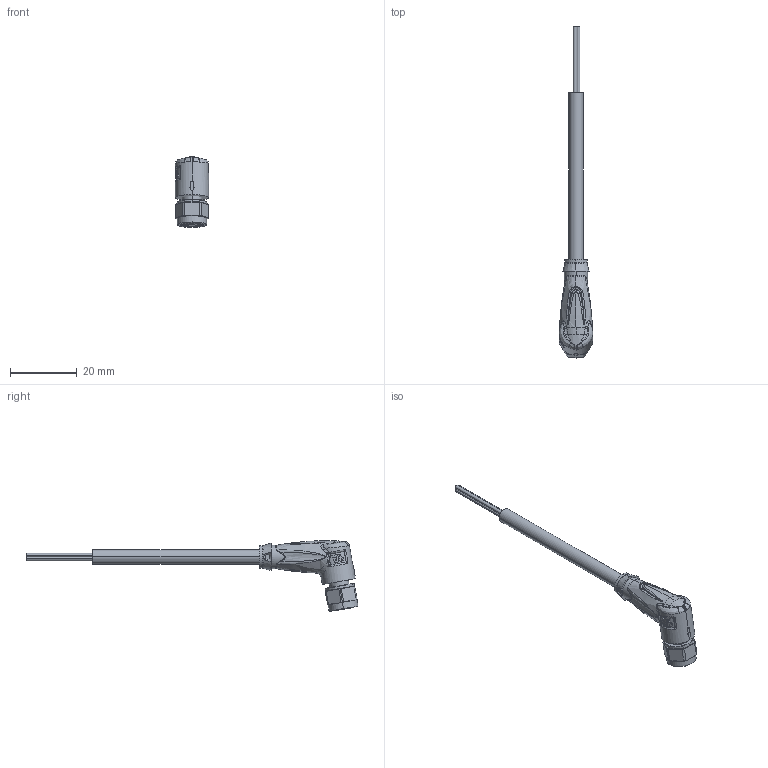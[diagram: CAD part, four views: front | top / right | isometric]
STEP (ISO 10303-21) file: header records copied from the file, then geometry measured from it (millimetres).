
FILE_DESCRIPTION(('STEP AP214'),'1');
FILE_NAME('cctmp_D8AC92B5-AC27-49A2-A083-443F2D9387DC_2022_04_27_10_51_42_0001..stp','2022-04-27T08:51:46',('KiM GmbH'),('CADClick - www.CADClick.com'),'Spatial InterOp 3D postprocessed',' ','unknown authorization');
FILE_SCHEMA(('AUTOMOTIVE_DESIGN'));
Length unit declared in the file: millimetre
Products named in the file (7): T194965_1; Connection2; Cable; Connection1; Connection1_2; Connection1_1; T194965
Assembly tree (6 placements, depth 4):
  T194965
    T194965_1
      Connection2
      Cable
      Connection1
        Connection1_2
        Connection1_1
Bounding box: 10 x 99.56 x 21.21 mm (x, y, z)
Volume: 3137.7 mm3; surface area: 2875.4 mm2
Topology: 8 solids, 8 shells, 570 faces, 1458 edges, 915 vertices
Faces by surface type: plane 253, bspline 125, cylinder 116, torus 34, cone 30, extrusion 12
Entity records: 64216 total; most frequent: CARTESIAN_POINT 48300, ORIENTED_EDGE 2908, DIRECTION 2334, EDGE_CURVE 1454, VERTEX_POINT 915, STYLED_ITEM 866, PRESENTATION_STYLE_ASSIGNMENT 866, AXIS2_PLACEMENT_3D 801
